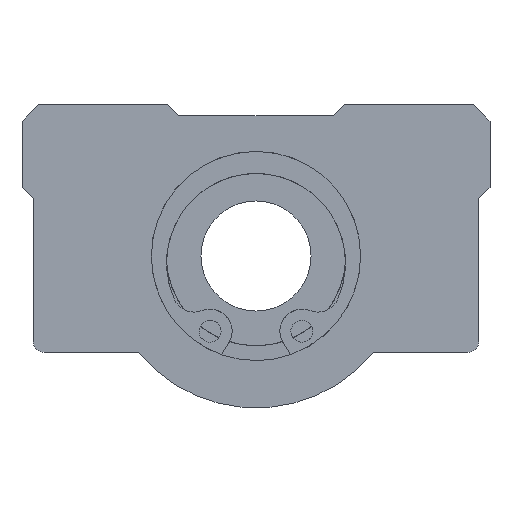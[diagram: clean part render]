
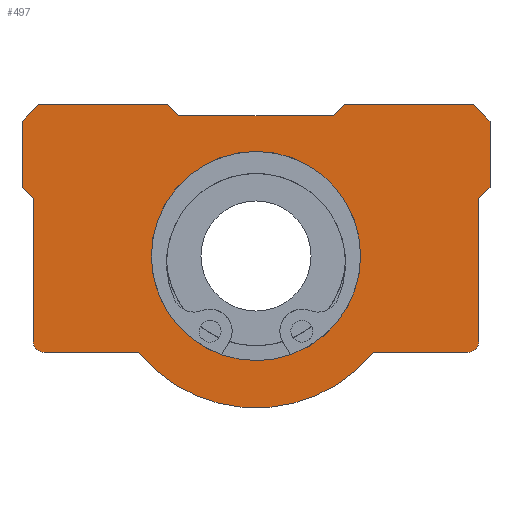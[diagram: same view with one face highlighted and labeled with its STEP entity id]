
A CAD part, left-side view. The second image highlights one B-rep face of the part: STEP entity #497.
In plain terms, the highlighted planar face has unit normal (-1, 0, 0).
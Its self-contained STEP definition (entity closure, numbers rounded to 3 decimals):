
#397=CIRCLE('',#4090,7.6);
#398=CIRCLE('',#4091,0.8);
#399=CIRCLE('',#4092,11.04);
#400=CIRCLE('',#4093,11.04);
#401=CIRCLE('',#4094,0.8);
#497=ADVANCED_FACE('',(#1443,#1444),#726,.F.);
#726=PLANE('',#4095);
#860=LINE('',#5337,#1112);
#888=LINE('',#5742,#1140);
#921=LINE('',#6039,#1173);
#922=LINE('',#6042,#1174);
#923=LINE('',#6044,#1175);
#924=LINE('',#6046,#1176);
#925=LINE('',#6048,#1177);
#926=LINE('',#6050,#1178);
#927=LINE('',#6052,#1179);
#928=LINE('',#6054,#1180);
#929=LINE('',#6056,#1181);
#930=LINE('',#6058,#1182);
#931=LINE('',#6061,#1183);
#932=LINE('',#6065,#1184);
#933=LINE('',#6069,#1185);
#934=LINE('',#6072,#1186);
#1112=VECTOR('',#4358,1.);
#1140=VECTOR('',#4388,1.);
#1173=VECTOR('',#4437,1.);
#1174=VECTOR('',#4438,1.);
#1175=VECTOR('',#4439,1.);
#1176=VECTOR('',#4440,1.);
#1177=VECTOR('',#4441,1.);
#1178=VECTOR('',#4442,1.);
#1179=VECTOR('',#4443,1.);
#1180=VECTOR('',#4444,1.);
#1181=VECTOR('',#4445,1.);
#1182=VECTOR('',#4446,1.);
#1183=VECTOR('',#4449,1.);
#1184=VECTOR('',#4452,1.);
#1185=VECTOR('',#4455,1.);
#1186=VECTOR('',#4458,1.);
#1443=FACE_BOUND('',#1551,.T.);
#1444=FACE_BOUND('',#1552,.T.);
#1551=EDGE_LOOP('',(#1956));
#1552=EDGE_LOOP('',(#1957,#1958,#1959,#1960,#1961,#1962,#1963,#1964,#1965,
#1966,#1967,#1968,#1969,#1970,#1971,#1972,#1973,#1974,#1975,#1976));
#1956=ORIENTED_EDGE('',*,*,#3408,.T.);
#1957=ORIENTED_EDGE('',*,*,#3409,.F.);
#1958=ORIENTED_EDGE('',*,*,#3410,.F.);
#1959=ORIENTED_EDGE('',*,*,#3411,.F.);
#1960=ORIENTED_EDGE('',*,*,#3412,.F.);
#1961=ORIENTED_EDGE('',*,*,#3413,.F.);
#1962=ORIENTED_EDGE('',*,*,#3414,.F.);
#1963=ORIENTED_EDGE('',*,*,#3415,.F.);
#1964=ORIENTED_EDGE('',*,*,#3416,.F.);
#1965=ORIENTED_EDGE('',*,*,#3417,.F.);
#1966=ORIENTED_EDGE('',*,*,#3418,.F.);
#1967=ORIENTED_EDGE('',*,*,#3352,.F.);
#1968=ORIENTED_EDGE('',*,*,#3419,.F.);
#1969=ORIENTED_EDGE('',*,*,#3420,.F.);
#1970=ORIENTED_EDGE('',*,*,#3421,.F.);
#1971=ORIENTED_EDGE('',*,*,#3422,.F.);
#1972=ORIENTED_EDGE('',*,*,#3423,.F.);
#1973=ORIENTED_EDGE('',*,*,#3424,.F.);
#1974=ORIENTED_EDGE('',*,*,#3425,.F.);
#1975=ORIENTED_EDGE('',*,*,#3298,.F.);
#1976=ORIENTED_EDGE('',*,*,#3426,.F.);
#2930=VERTEX_POINT('',#5332);
#2932=VERTEX_POINT('',#5336);
#2985=VERTEX_POINT('',#5740);
#2987=VERTEX_POINT('',#5743);
#3040=VERTEX_POINT('',#6038);
#3041=VERTEX_POINT('',#6040);
#3042=VERTEX_POINT('',#6041);
#3043=VERTEX_POINT('',#6043);
#3044=VERTEX_POINT('',#6045);
#3045=VERTEX_POINT('',#6047);
#3046=VERTEX_POINT('',#6049);
#3047=VERTEX_POINT('',#6051);
#3048=VERTEX_POINT('',#6053);
#3049=VERTEX_POINT('',#6055);
#3050=VERTEX_POINT('',#6057);
#3051=VERTEX_POINT('',#6060);
#3052=VERTEX_POINT('',#6062);
#3053=VERTEX_POINT('',#6064);
#3054=VERTEX_POINT('',#6066);
#3055=VERTEX_POINT('',#6068);
#3056=VERTEX_POINT('',#6070);
#3298=EDGE_CURVE('',#2932,#2930,#860,.T.);
#3352=EDGE_CURVE('',#2985,#2987,#888,.T.);
#3408=EDGE_CURVE('',#3040,#3040,#397,.T.);
#3409=EDGE_CURVE('',#3041,#3042,#921,.T.);
#3410=EDGE_CURVE('',#3043,#3041,#922,.T.);
#3411=EDGE_CURVE('',#3044,#3043,#923,.T.);
#3412=EDGE_CURVE('',#3045,#3044,#924,.T.);
#3413=EDGE_CURVE('',#3046,#3045,#925,.T.);
#3414=EDGE_CURVE('',#3047,#3046,#926,.T.);
#3415=EDGE_CURVE('',#3048,#3047,#927,.T.);
#3416=EDGE_CURVE('',#3049,#3048,#928,.T.);
#3417=EDGE_CURVE('',#3050,#3049,#929,.T.);
#3418=EDGE_CURVE('',#2987,#3050,#930,.T.);
#3419=EDGE_CURVE('',#3051,#2985,#398,.T.);
#3420=EDGE_CURVE('',#3052,#3051,#931,.T.);
#3421=EDGE_CURVE('',#3053,#3052,#399,.T.);
#3422=EDGE_CURVE('',#3054,#3053,#932,.T.);
#3423=EDGE_CURVE('',#3055,#3054,#400,.T.);
#3424=EDGE_CURVE('',#3056,#3055,#933,.T.);
#3425=EDGE_CURVE('',#2930,#3056,#401,.T.);
#3426=EDGE_CURVE('',#3042,#2932,#934,.T.);
#4090=AXIS2_PLACEMENT_3D('',#6037,#4435,#4436);
#4091=AXIS2_PLACEMENT_3D('',#6059,#4447,#4448);
#4092=AXIS2_PLACEMENT_3D('',#6063,#4450,#4451);
#4093=AXIS2_PLACEMENT_3D('',#6067,#4453,#4454);
#4094=AXIS2_PLACEMENT_3D('',#6071,#4456,#4457);
#4095=AXIS2_PLACEMENT_3D('',#6073,#4459,#4460);
#4358=DIRECTION('',(0.,0.,-1.));
#4388=DIRECTION('',(0.,0.,1.));
#4435=DIRECTION('',(1.,0.,0.));
#4436=DIRECTION('',(0.,0.,-1.));
#4437=DIRECTION('',(0.,0.,-1.));
#4438=DIRECTION('',(0.,-0.707,-0.707));
#4439=DIRECTION('',(0.,-1.,0.));
#4440=DIRECTION('',(0.,-0.707,0.707));
#4441=DIRECTION('',(0.,-1.,0.));
#4442=DIRECTION('',(0.,-0.707,-0.707));
#4443=DIRECTION('',(0.,-1.,0.));
#4444=DIRECTION('',(0.,-0.707,0.707));
#4445=DIRECTION('',(0.,0.,1.));
#4446=DIRECTION('',(0.,0.707,0.707));
#4447=DIRECTION('',(1.,0.,0.));
#4448=DIRECTION('',(0.,0.,-1.));
#4449=DIRECTION('',(0.,1.,0.));
#4450=DIRECTION('',(1.,0.,0.));
#4451=DIRECTION('',(0.,0.,-1.));
#4452=DIRECTION('',(0.,1.,0.));
#4453=DIRECTION('',(1.,0.,0.));
#4454=DIRECTION('',(0.,0.,-1.));
#4455=DIRECTION('',(0.,1.,0.));
#4456=DIRECTION('',(1.,0.,0.));
#4457=DIRECTION('',(0.,0.,-1.));
#4458=DIRECTION('',(0.,0.707,-0.707));
#4459=DIRECTION('',(1.,0.,0.));
#4460=DIRECTION('',(0.,0.,-1.));
#5332=CARTESIAN_POINT('',(-1.,-16.2,-6.));
#5336=CARTESIAN_POINT('',(-1.,-16.2,4.4));
#5337=CARTESIAN_POINT('',(-1.,-16.2,0.924));
#5740=CARTESIAN_POINT('',(-1.,16.2,-6.));
#5742=CARTESIAN_POINT('',(-1.,16.2,0.924));
#5743=CARTESIAN_POINT('',(-1.,16.2,4.4));
#6037=CARTESIAN_POINT('',(-1.,0.,0.2));
#6038=CARTESIAN_POINT('',(-1.,7.6,0.2));
#6039=CARTESIAN_POINT('',(-1.,-17.,0.924));
#6040=CARTESIAN_POINT('',(-1.,-17.,10.));
#6041=CARTESIAN_POINT('',(-1.,-17.,5.2));
#6042=CARTESIAN_POINT('',(-1.,-13.038,13.962));
#6043=CARTESIAN_POINT('',(-1.,-15.8,11.2));
#6044=CARTESIAN_POINT('',(-1.,0.,11.2));
#6045=CARTESIAN_POINT('',(-1.,-6.4,11.2));
#6046=CARTESIAN_POINT('',(-1.,1.938,2.862));
#6047=CARTESIAN_POINT('',(-1.,-5.6,10.4));
#6048=CARTESIAN_POINT('',(-1.,0.,10.4));
#6049=CARTESIAN_POINT('',(-1.,5.6,10.4));
#6050=CARTESIAN_POINT('',(-1.,-1.938,2.862));
#6051=CARTESIAN_POINT('',(-1.,6.4,11.2));
#6052=CARTESIAN_POINT('',(-1.,0.,11.2));
#6053=CARTESIAN_POINT('',(-1.,15.8,11.2));
#6054=CARTESIAN_POINT('',(-1.,13.038,13.962));
#6055=CARTESIAN_POINT('',(-1.,17.,10.));
#6056=CARTESIAN_POINT('',(-1.,17.,0.924));
#6057=CARTESIAN_POINT('',(-1.,17.,5.2));
#6058=CARTESIAN_POINT('',(-1.,6.362,-5.438));
#6059=CARTESIAN_POINT('',(-1.,15.4,-6.));
#6060=CARTESIAN_POINT('',(-1.,15.4,-6.8));
#6061=CARTESIAN_POINT('',(-1.,0.,-6.8));
#6062=CARTESIAN_POINT('',(-1.,8.537,-6.8));
#6063=CARTESIAN_POINT('',(-1.,0.,0.2));
#6064=CARTESIAN_POINT('',(-1.,0.939,-10.8));
#6065=CARTESIAN_POINT('',(-1.,0.,-10.8));
#6066=CARTESIAN_POINT('',(-1.,-0.939,-10.8));
#6067=CARTESIAN_POINT('',(-1.,0.,0.2));
#6068=CARTESIAN_POINT('',(-1.,-8.537,-6.8));
#6069=CARTESIAN_POINT('',(-1.,0.,-6.8));
#6070=CARTESIAN_POINT('',(-1.,-15.4,-6.8));
#6071=CARTESIAN_POINT('',(-1.,-15.4,-6.));
#6072=CARTESIAN_POINT('',(-1.,-6.362,-5.438));
#6073=CARTESIAN_POINT('',(-1.,0.,0.924));
